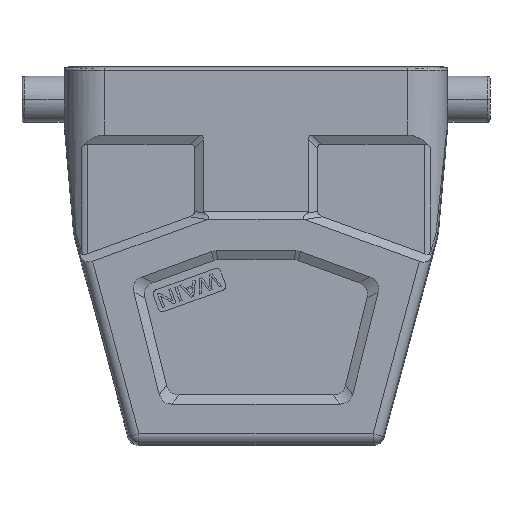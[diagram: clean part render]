
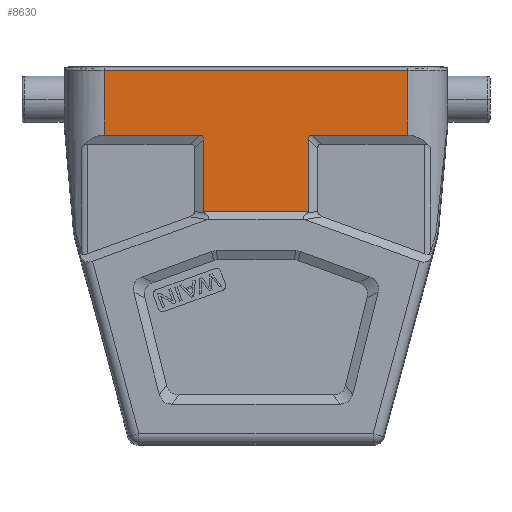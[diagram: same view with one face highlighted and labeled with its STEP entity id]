
A CAD part, front view. The second image highlights one B-rep face of the part: STEP entity #8630.
In plain terms, the highlighted planar face has unit normal (0, -1, 0).
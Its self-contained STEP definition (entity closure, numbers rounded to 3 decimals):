
#416=CARTESIAN_POINT('',(28.878,-21.5,
-0.783));
#442=CARTESIAN_POINT('',(28.878,-21.5,-13.));
#444=DIRECTION('',(0.,0.,1.));
#445=VECTOR('',#444,12.217);
#446=CARTESIAN_POINT('',(28.878,-21.5,-13.));
#447=LINE('',#446,#445);
#458=DIRECTION('',(-1.,0.,0.));
#459=VECTOR('',#458,57.755);
#460=CARTESIAN_POINT('',(28.878,-21.5,
-0.783));
#461=LINE('',#460,#459);
#466=DIRECTION('',(-1.,0.,0.));
#467=VECTOR('',#466,20.);
#468=CARTESIAN_POINT('',(10.,-21.5,-27.456));
#469=LINE('',#468,#467);
#480=DIRECTION('',(1.,0.,0.));
#481=VECTOR('',#480,18.128);
#482=CARTESIAN_POINT('',(10.75,-21.5,-13.));
#483=LINE('',#482,#481);
#744=DIRECTION('',(0.,0.,-1.));
#745=VECTOR('',#744,12.217);
#746=CARTESIAN_POINT('',(-28.878,-21.5,
-0.783));
#747=LINE('',#746,#745);
#5653=DIRECTION('',(1.,0.,0.));
#5654=VECTOR('',#5653,18.128);
#5655=CARTESIAN_POINT('',(-28.878,-21.5,-13.));
#5656=LINE('',#5655,#5654);
#5667=CARTESIAN_POINT('',(-10.75,-21.5,-13.));
#5668=CARTESIAN_POINT('',(-10.5,-21.5,-13.));
#5669=CARTESIAN_POINT('',(-10.138,-21.5,-13.138));
#5670=CARTESIAN_POINT('',(-10.,-21.5,-13.5));
#5671=CARTESIAN_POINT('',(-10.,-21.5,-13.75));
#5685=DIRECTION('',(0.,0.,-1.));
#5686=VECTOR('',#5685,13.706);
#5687=CARTESIAN_POINT('',(-10.,-21.5,-13.75));
#5688=LINE('',#5687,#5686);
#5689=DIRECTION('',(0.,0.,1.));
#5690=VECTOR('',#5689,13.706);
#5691=CARTESIAN_POINT('',(10.,-21.5,-27.456));
#5692=LINE('',#5691,#5690);
#5711=CARTESIAN_POINT('',(10.,-21.5,-13.75));
#5712=CARTESIAN_POINT('',(10.,-21.5,-13.5));
#5713=CARTESIAN_POINT('',(10.138,-21.5,-13.138));
#5714=CARTESIAN_POINT('',(10.5,-21.5,-13.));
#5715=CARTESIAN_POINT('',(10.75,-21.5,-13.));
#6954=VERTEX_POINT('',#416);
#6960=VERTEX_POINT('',#442);
#6964=CARTESIAN_POINT('',(-28.878,-21.5,
-0.783));
#6965=VERTEX_POINT('',#6964);
#6968=CARTESIAN_POINT('',(10.75,-21.5,-13.));
#6969=VERTEX_POINT('',#6968);
#6970=VERTEX_POINT('',#5711);
#6971=CARTESIAN_POINT('',(10.,-21.5,-27.456));
#6972=VERTEX_POINT('',#6971);
#6973=CARTESIAN_POINT('',(-10.,-21.5,-27.456));
#6974=VERTEX_POINT('',#6973);
#6975=CARTESIAN_POINT('',(-10.,-21.5,-13.75));
#6976=VERTEX_POINT('',#6975);
#6977=VERTEX_POINT('',#5667);
#6978=CARTESIAN_POINT('',(-28.878,-21.5,-13.));
#6979=VERTEX_POINT('',#6978);
#8605=CARTESIAN_POINT('',(0.,-21.5,0.));
#8606=DIRECTION('',(0.,1.,0.));
#8607=DIRECTION('',(-1.,0.,0.));
#8608=AXIS2_PLACEMENT_3D('',#8605,#8606,#8607);
#8609=PLANE('',#8608);
#8610=ORIENTED_EDGE('',*,*,#8595,.F.);
#8611=ORIENTED_EDGE('',*,*,#8570,.F.);
#8613=ORIENTED_EDGE('',*,*,#8612,.F.);
#8615=ORIENTED_EDGE('',*,*,#8614,.F.);
#8617=ORIENTED_EDGE('',*,*,#8616,.F.);
#8619=ORIENTED_EDGE('',*,*,#8618,.T.);
#8621=ORIENTED_EDGE('',*,*,#8620,.F.);
#8623=ORIENTED_EDGE('',*,*,#8622,.F.);
#8625=ORIENTED_EDGE('',*,*,#8624,.F.);
#8627=ORIENTED_EDGE('',*,*,#8626,.F.);
#8628=EDGE_LOOP('',(#8610,#8611,#8613,#8615,#8617,#8619,#8621,#8623,#8625,
#8627));
#8629=FACE_OUTER_BOUND('',#8628,.F.);
#5672=B_SPLINE_CURVE_WITH_KNOTS('',3,(#5667,#5668,#5669,#5670,#5671),
.UNSPECIFIED.,.F.,.F.,(4,1,4),(0.,0.5,1.),.UNSPECIFIED.);
#5716=B_SPLINE_CURVE_WITH_KNOTS('',3,(#5711,#5712,#5713,#5714,#5715),
.UNSPECIFIED.,.F.,.F.,(4,1,4),(0.,0.5,1.),.UNSPECIFIED.);
#8570=EDGE_CURVE('',#6960,#6954,#447,.T.);
#8595=EDGE_CURVE('',#6954,#6965,#461,.T.);
#8612=EDGE_CURVE('',#6969,#6960,#483,.T.);
#8614=EDGE_CURVE('',#6970,#6969,#5716,.T.);
#8616=EDGE_CURVE('',#6972,#6970,#5692,.T.);
#8618=EDGE_CURVE('',#6972,#6974,#469,.T.);
#8620=EDGE_CURVE('',#6976,#6974,#5688,.T.);
#8622=EDGE_CURVE('',#6977,#6976,#5672,.T.);
#8624=EDGE_CURVE('',#6979,#6977,#5656,.T.);
#8626=EDGE_CURVE('',#6965,#6979,#747,.T.);
#8630=ADVANCED_FACE('',(#8629),#8609,.F.);
